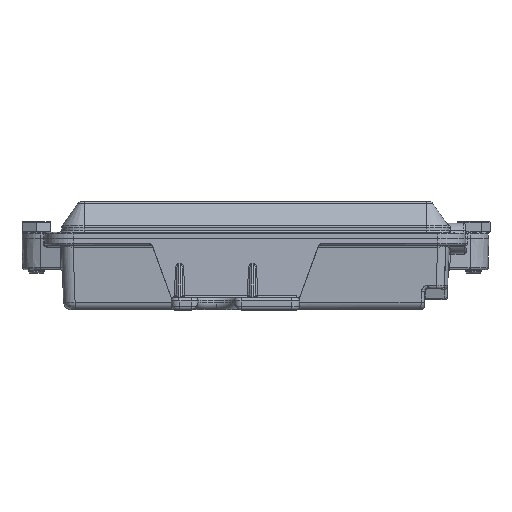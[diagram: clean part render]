
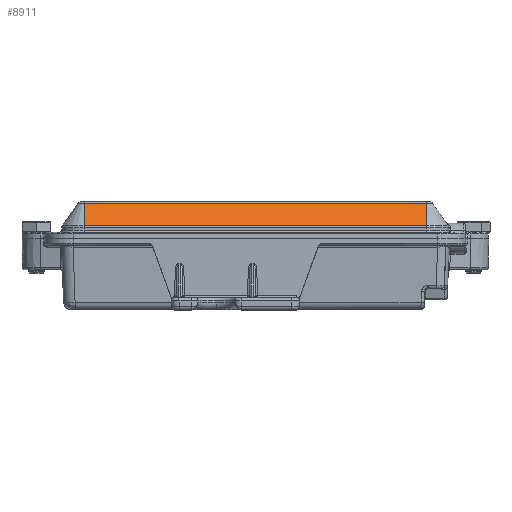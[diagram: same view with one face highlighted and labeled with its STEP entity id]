
A CAD part, top view. The second image highlights one B-rep face of the part: STEP entity #8911.
In plain terms, the highlighted face is planar.
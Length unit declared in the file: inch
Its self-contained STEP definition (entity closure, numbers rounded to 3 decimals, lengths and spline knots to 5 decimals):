
#4508 = VECTOR ( 'NONE', #135594, 39.37008 ) ;
#8911 = ADVANCED_FACE ( 'NONE', ( #27735 ), #123301, .T. ) ;
#11868 = EDGE_LOOP ( 'NONE', ( #95458, #69971, #47285, #99115 ) ) ;
#27735 = FACE_OUTER_BOUND ( 'NONE', #11868, .T. ) ;
#32556 = VECTOR ( 'NONE', #66639, 39.37008 ) ;
#34592 = EDGE_CURVE ( 'NONE', #49236, #87323, #136466, .T. ) ;
#36174 = DIRECTION ( 'NONE',  ( 1., 0., 0. ) ) ;
#38637 = CARTESIAN_POINT ( 'NONE',  ( 3.37126, 0., -1.45984 ) ) ;
#41639 = LINE ( 'NONE', #128994, #58456 ) ;
#43069 = LINE ( 'NONE', #38637, #4508 ) ;
#47285 = ORIENTED_EDGE ( 'NONE', *, *, #93863, .T. ) ;
#49236 = VERTEX_POINT ( 'NONE', #66459 ) ;
#52098 = VECTOR ( 'NONE', #36174, 39.37008 ) ;
#58456 = VECTOR ( 'NONE', #85472, 39.37008 ) ;
#66442 = EDGE_CURVE ( 'NONE', #128154, #133984, #122299, .T. ) ;
#66459 = CARTESIAN_POINT ( 'NONE',  ( 3.37126, 0.01433, -1.44981 ) ) ;
#66639 = DIRECTION ( 'NONE',  ( -1., 0., 0. ) ) ;
#69971 = ORIENTED_EDGE ( 'NONE', *, *, #66442, .T. ) ;
#70944 = DIRECTION ( 'NONE',  ( 0., 0.819, 0.574 ) ) ;
#74896 = CARTESIAN_POINT ( 'NONE',  ( -1.87126, 0.35723, -1.20971 ) ) ;
#85472 = DIRECTION ( 'NONE',  ( 0., -0.819, -0.574 ) ) ;
#87323 = VERTEX_POINT ( 'NONE', #114685 ) ;
#91620 = AXIS2_PLACEMENT_3D ( 'NONE', #135042, #135969, #70944 ) ;
#93863 = EDGE_CURVE ( 'NONE', #133984, #49236, #43069, .T. ) ;
#95458 = ORIENTED_EDGE ( 'NONE', *, *, #116861, .F. ) ;
#96324 = CARTESIAN_POINT ( 'NONE',  ( 3.37126, 0.35723, -1.20971 ) ) ;
#99115 = ORIENTED_EDGE ( 'NONE', *, *, #34592, .T. ) ;
#110090 = CARTESIAN_POINT ( 'NONE',  ( -1.87126, 0.01433, -1.44981 ) ) ;
#114685 = CARTESIAN_POINT ( 'NONE',  ( -1.87126, 0.01433, -1.44981 ) ) ;
#116861 = EDGE_CURVE ( 'NONE', #128154, #87323, #41639, .T. ) ;
#122299 = LINE ( 'NONE', #132178, #52098 ) ;
#123301 = PLANE ( 'NONE',  #91620 ) ;
#128154 = VERTEX_POINT ( 'NONE', #74896 ) ;
#128994 = CARTESIAN_POINT ( 'NONE',  ( -1.87126, 0., -1.45984 ) ) ;
#132178 = CARTESIAN_POINT ( 'NONE',  ( -1.87126, 0.35723, -1.20971 ) ) ;
#133984 = VERTEX_POINT ( 'NONE', #96324 ) ;
#135042 = CARTESIAN_POINT ( 'NONE',  ( -1.87126, 0., -1.45984 ) ) ;
#135594 = DIRECTION ( 'NONE',  ( 0., -0.819, -0.574 ) ) ;
#135969 = DIRECTION ( 'NONE',  ( 0., 0.574, -0.819 ) ) ;
#136466 = LINE ( 'NONE', #110090, #32556 ) ;
